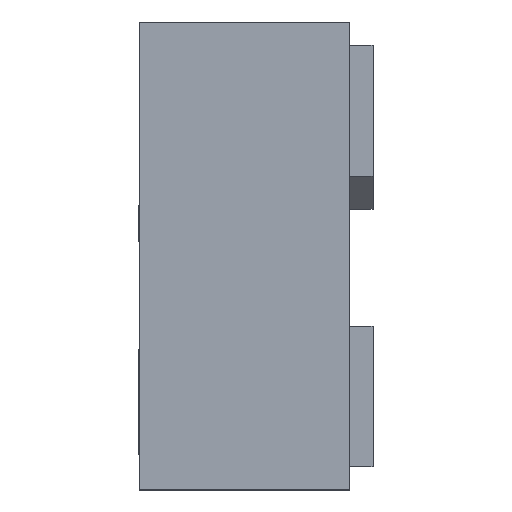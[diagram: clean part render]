
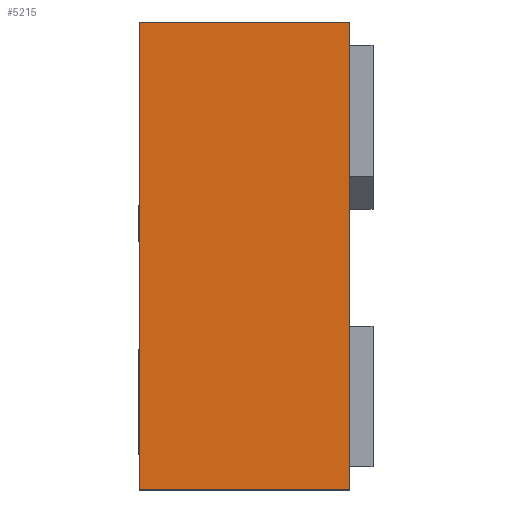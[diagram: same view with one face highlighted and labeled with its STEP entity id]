
A CAD part, left-side view. The second image highlights one B-rep face of the part: STEP entity #5215.
In plain terms, the highlighted planar face has unit normal (-1, 0, 0).
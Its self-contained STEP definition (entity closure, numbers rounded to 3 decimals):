
#31 = CARTESIAN_POINT ( 'NONE',  ( -0.725, 0.45, 0.5 ) ) ;
#325 = CARTESIAN_POINT ( 'NONE',  ( -0.725, 0., 0.5 ) ) ;
#388 = VERTEX_POINT ( 'NONE', #9306 ) ;
#2062 = CARTESIAN_POINT ( 'NONE',  ( -0.725, 0.45, 0.5 ) ) ;
#2631 = LINE ( 'NONE', #8396, #14179 ) ;
#2644 = VERTEX_POINT ( 'NONE', #8300 ) ;
#2836 = LINE ( 'NONE', #10322, #10214 ) ;
#3121 = EDGE_CURVE ( 'NONE', #2644, #10531, #2836, .T. ) ;
#3181 = EDGE_CURVE ( 'NONE', #5813, #388, #11791, .T. ) ;
#3574 = DIRECTION ( 'NONE',  ( 0., 0., 1. ) ) ;
#3746 = CARTESIAN_POINT ( 'NONE',  ( -0.725, 0.45, -0.5 ) ) ;
#3885 = DIRECTION ( 'NONE',  ( 0., -1., 0. ) ) ;
#3982 = VECTOR ( 'NONE', #3885, 1000. ) ;
#5215 = ADVANCED_FACE ( 'NONE', ( #10854 ), #10886, .F. ) ;
#5543 = ORIENTED_EDGE ( 'NONE', *, *, #3121, .F. ) ;
#5813 = VERTEX_POINT ( 'NONE', #9886 ) ;
#6702 = EDGE_LOOP ( 'NONE', ( #9725, #7495, #5543, #11521 ) ) ;
#6971 = LINE ( 'NONE', #3746, #3982 ) ;
#7495 = ORIENTED_EDGE ( 'NONE', *, *, #9201, .F. ) ;
#8300 = CARTESIAN_POINT ( 'NONE',  ( -0.725, 0.45, -0.5 ) ) ;
#8396 = CARTESIAN_POINT ( 'NONE',  ( -0.725, 0.45, 0.5 ) ) ;
#9201 = EDGE_CURVE ( 'NONE', #10531, #388, #2631, .T. ) ;
#9306 = CARTESIAN_POINT ( 'NONE',  ( -0.725, 0., 0.5 ) ) ;
#9725 = ORIENTED_EDGE ( 'NONE', *, *, #3181, .T. ) ;
#9886 = CARTESIAN_POINT ( 'NONE',  ( -0.725, 0., -0.5 ) ) ;
#10214 = VECTOR ( 'NONE', #3574, 1000. ) ;
#10241 = EDGE_CURVE ( 'NONE', #2644, #5813, #6971, .T. ) ;
#10322 = CARTESIAN_POINT ( 'NONE',  ( -0.725, 0.45, 0.5 ) ) ;
#10531 = VERTEX_POINT ( 'NONE', #31 ) ;
#10793 = DIRECTION ( 'NONE',  ( 0., -1., 0. ) ) ;
#10854 = FACE_OUTER_BOUND ( 'NONE', #6702, .T. ) ;
#10886 = PLANE ( 'NONE',  #12750 ) ;
#11521 = ORIENTED_EDGE ( 'NONE', *, *, #10241, .T. ) ;
#11791 = LINE ( 'NONE', #325, #13340 ) ;
#12500 = DIRECTION ( 'NONE',  ( 0., 0., 1. ) ) ;
#12750 = AXIS2_PLACEMENT_3D ( 'NONE', #2062, #14300, #13025 ) ;
#13025 = DIRECTION ( 'NONE',  ( 0., 0., -1. ) ) ;
#13340 = VECTOR ( 'NONE', #12500, 1000. ) ;
#14179 = VECTOR ( 'NONE', #10793, 1000. ) ;
#14300 = DIRECTION ( 'NONE',  ( 1., 0., 0. ) ) ;
